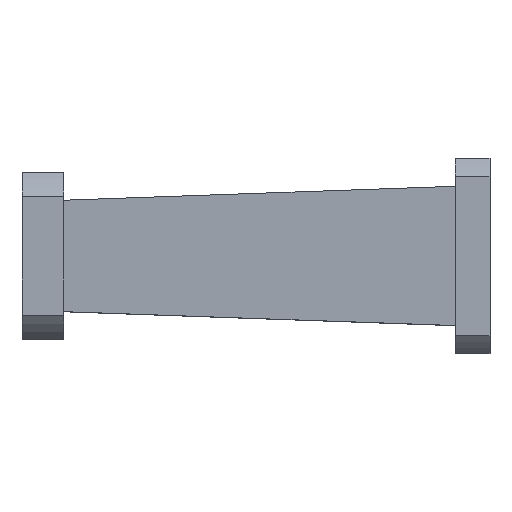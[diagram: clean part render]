
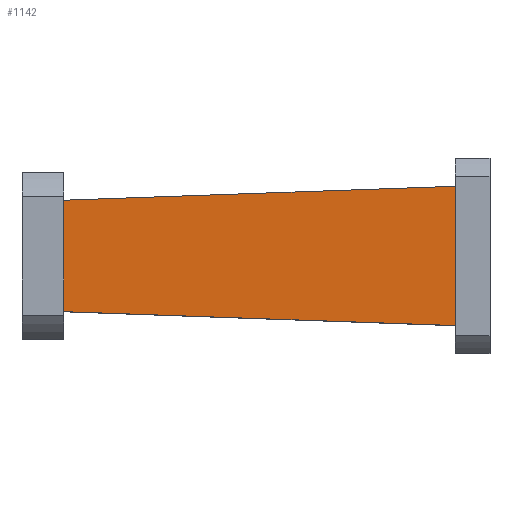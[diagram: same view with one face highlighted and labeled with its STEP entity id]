
A CAD part, top view. The second image highlights one B-rep face of the part: STEP entity #1142.
In plain terms, the highlighted planar face has unit normal (-0.028, 0, 1).
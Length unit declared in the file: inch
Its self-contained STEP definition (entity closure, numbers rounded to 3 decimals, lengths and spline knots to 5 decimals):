
#10 = ORIENTED_EDGE ( 'NONE', *, *, #1216, .T. ) ;
#131 = LINE ( 'NONE', #343, #1110 ) ;
#139 = FACE_OUTER_BOUND ( 'NONE', #296, .T. ) ;
#213 = CARTESIAN_POINT ( 'NONE',  ( -1.757, 0.25, 0.175 ) ) ;
#286 = CARTESIAN_POINT ( 'NONE',  ( -1.757, 0.25, 0.175 ) ) ;
#296 = EDGE_LOOP ( 'NONE', ( #10, #1634, #1173, #1062 ) ) ;
#343 = CARTESIAN_POINT ( 'NONE',  ( 0., 0.3125, 0.225 ) ) ;
#399 = PLANE ( 'NONE',  #1401 ) ;
#497 = DIRECTION ( 'NONE',  ( -0.999, -0.036, -0.028 ) ) ;
#535 = VERTEX_POINT ( 'NONE', #286 ) ;
#594 = VERTEX_POINT ( 'NONE', #890 ) ;
#652 = LINE ( 'NONE', #794, #1551 ) ;
#672 = VECTOR ( 'NONE', #1424, 39.37008 ) ;
#683 = CARTESIAN_POINT ( 'NONE',  ( -0.0064, 0., 0.22482 ) ) ;
#707 = VERTEX_POINT ( 'NONE', #1396 ) ;
#752 = LINE ( 'NONE', #886, #1701 ) ;
#772 = LINE ( 'NONE', #213, #672 ) ;
#794 = CARTESIAN_POINT ( 'NONE',  ( 0., -0.3125, 0.225 ) ) ;
#886 = CARTESIAN_POINT ( 'NONE',  ( 0., 0.3125, 0.225 ) ) ;
#890 = CARTESIAN_POINT ( 'NONE',  ( 0., -0.3125, 0.225 ) ) ;
#951 = DIRECTION ( 'NONE',  ( 1., 0., 0.028 ) ) ;
#997 = CARTESIAN_POINT ( 'NONE',  ( 0., 0.3125, 0.225 ) ) ;
#1062 = ORIENTED_EDGE ( 'NONE', *, *, #1170, .F. ) ;
#1110 = VECTOR ( 'NONE', #1154, 39.37008 ) ;
#1142 = ADVANCED_FACE ( 'NONE', ( #139 ), #399, .T. ) ;
#1154 = DIRECTION ( 'NONE',  ( 0., -1., 0. ) ) ;
#1170 = EDGE_CURVE ( 'NONE', #1566, #594, #131, .T. ) ;
#1173 = ORIENTED_EDGE ( 'NONE', *, *, #1379, .F. ) ;
#1176 = DIRECTION ( 'NONE',  ( -0.999, 0.036, -0.028 ) ) ;
#1216 = EDGE_CURVE ( 'NONE', #1566, #535, #752, .T. ) ;
#1295 = EDGE_CURVE ( 'NONE', #535, #707, #772, .T. ) ;
#1354 = DIRECTION ( 'NONE',  ( -0.028, 0., 1. ) ) ;
#1379 = EDGE_CURVE ( 'NONE', #594, #707, #652, .T. ) ;
#1396 = CARTESIAN_POINT ( 'NONE',  ( -1.757, -0.25, 0.175 ) ) ;
#1401 = AXIS2_PLACEMENT_3D ( 'NONE', #683, #1354, #951 ) ;
#1424 = DIRECTION ( 'NONE',  ( 0., -1., 0. ) ) ;
#1551 = VECTOR ( 'NONE', #1176, 39.37008 ) ;
#1566 = VERTEX_POINT ( 'NONE', #997 ) ;
#1634 = ORIENTED_EDGE ( 'NONE', *, *, #1295, .T. ) ;
#1701 = VECTOR ( 'NONE', #497, 39.37008 ) ;
